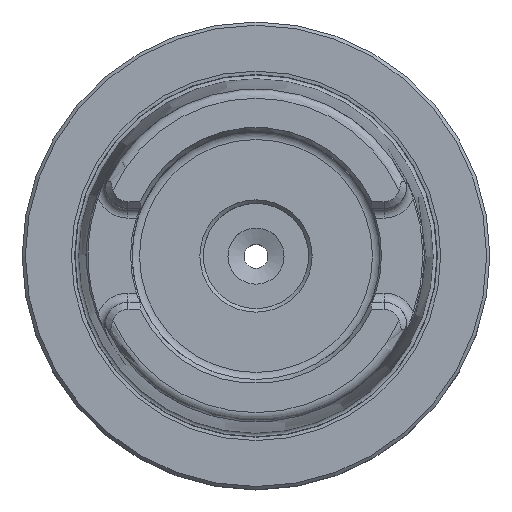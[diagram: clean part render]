
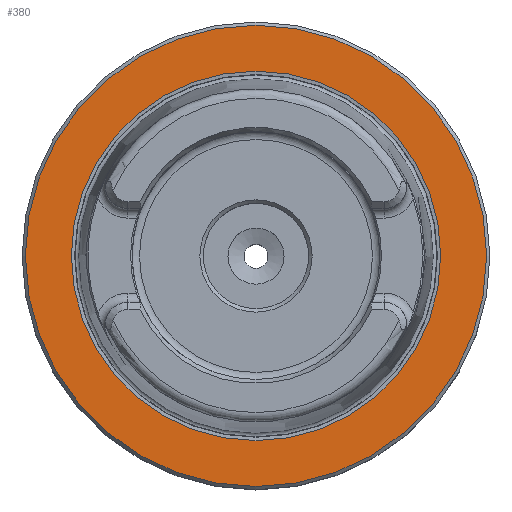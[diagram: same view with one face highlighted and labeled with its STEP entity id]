
A CAD part, top view. The second image highlights one B-rep face of the part: STEP entity #380.
In plain terms, the highlighted planar face has unit normal (0, 0, 1).
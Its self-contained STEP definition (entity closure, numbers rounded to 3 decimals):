
#380=ADVANCED_FACE('',(#545,#546),#464,.F.);
#464=PLANE('',#1804);
#545=FACE_BOUND('',#647,.T.);
#546=FACE_BOUND('',#648,.T.);
#647=EDGE_LOOP('',(#863));
#648=EDGE_LOOP('',(#864));
#863=ORIENTED_EDGE('',*,*,#1378,.T.);
#864=ORIENTED_EDGE('',*,*,#1373,.T.);
#1224=VERTEX_POINT('',#2878);
#1229=VERTEX_POINT('',#2894);
#1373=EDGE_CURVE('',#1224,#1224,#1593,.T.);
#1378=EDGE_CURVE('',#1229,#1229,#1598,.T.);
#1593=CIRCLE('',#1792,39.482);
#1598=CIRCLE('',#1803,49.3);
#1792=AXIS2_PLACEMENT_3D('',#2877,#2099,#2100);
#1803=AXIS2_PLACEMENT_3D('',#2893,#2121,#2122);
#1804=AXIS2_PLACEMENT_3D('',#2895,#2123,#2124);
#2099=DIRECTION('',(0.,0.,-1.));
#2100=DIRECTION('',(-1.,0.,0.));
#2121=DIRECTION('',(0.,0.,1.));
#2122=DIRECTION('',(-1.,0.,0.));
#2123=DIRECTION('',(0.,0.,-1.));
#2124=DIRECTION('',(1.,0.,0.));
#2877=CARTESIAN_POINT('',(0.,0.,0.));
#2878=CARTESIAN_POINT('',(-39.482,0.,0.));
#2893=CARTESIAN_POINT('',(0.,0.,0.));
#2894=CARTESIAN_POINT('',(-49.3,0.,0.));
#2895=CARTESIAN_POINT('',(50.,0.,0.));
